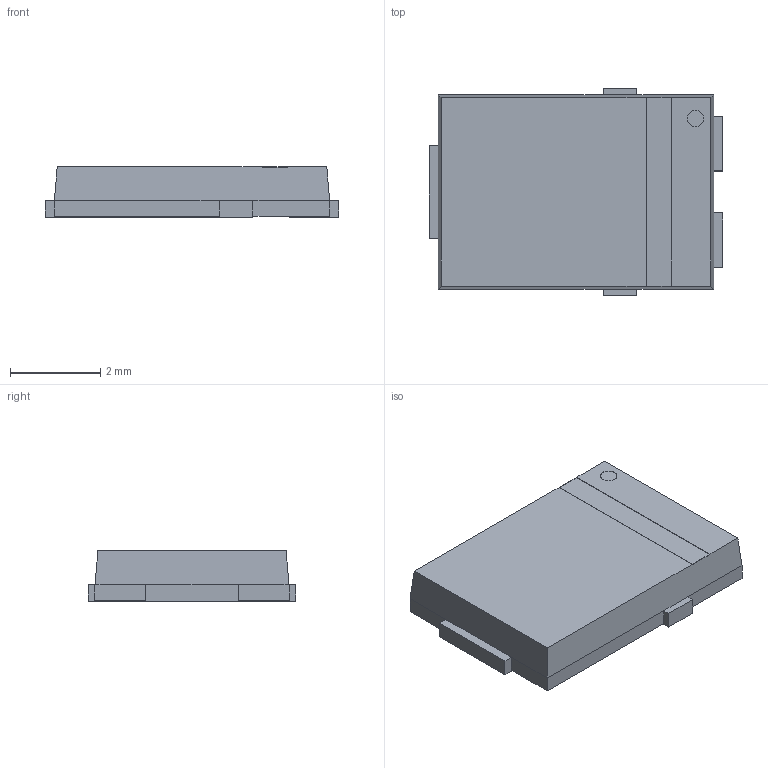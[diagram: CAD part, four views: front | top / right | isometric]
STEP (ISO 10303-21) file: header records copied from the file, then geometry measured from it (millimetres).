
FILE_DESCRIPTION (( 'STEP AP214' ), '1' );
FILE_NAME ('TO-277A_L6.1-W4.6-P2.13-LS6.5-TR.STEP', '2022-03-04T01:03:34', ( 'PC' ), ( 'Microsoft' ), 'SwSTEP 2.0', 'SolidWorks 2020', '' );
FILE_SCHEMA (( 'AUTOMOTIVE_DESIGN' ));
Length unit declared in the file: millimetre
Products named in the file (1): TO-277A_L6.1-W4.6-P2.13-LS6.5-TR
Bounding box: 6.5 x 4.6 x 1.12 mm (x, y, z)
Volume: 29.1 mm3; surface area: 77.4 mm2
Topology: 1 solids, 1 shells, 117 faces, 303 edges, 196 vertices
Faces by surface type: plane 101, bspline 14, cylinder 2
Entity records: 5552 total; most frequent: CARTESIAN_POINT 1473, ORIENTED_EDGE 606, DIRECTION 485, EDGE_CURVE 303, LINE 269, VECTOR 269, VERTEX_POINT 196, EDGE_LOOP 125
